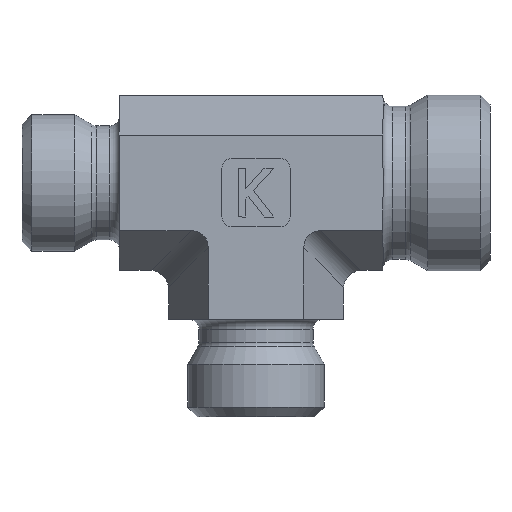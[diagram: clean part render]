
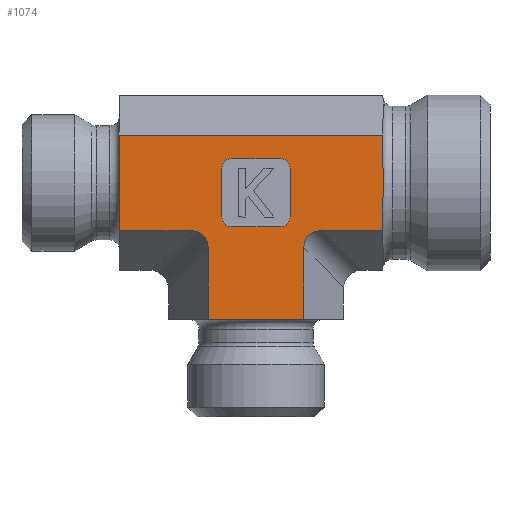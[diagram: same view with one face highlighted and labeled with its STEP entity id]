
A CAD part, left-side view. The second image highlights one B-rep face of the part: STEP entity #1074.
In plain terms, the highlighted planar face has unit normal (-1, 0, 0).
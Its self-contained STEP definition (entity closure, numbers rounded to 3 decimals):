
#301=CARTESIAN_POINT('',(-27.685,23.544,20.907));
#302=VERTEX_POINT('',#301);
#303=CARTESIAN_POINT('',(-27.685,23.544,11.093));
#304=VERTEX_POINT('',#303);
#305=CARTESIAN_POINT('',(-27.685,23.544,20.907));
#306=DIRECTION('',(0.0,0.0,-1.0));
#307=VECTOR('',#306,9.815);
#308=LINE('',#305,#307);
#309=EDGE_CURVE('',#302,#304,#308,.T.);
#552=CARTESIAN_POINT('',(-27.685,-3.456,20.907));
#553=VERTEX_POINT('',#552);
#554=CARTESIAN_POINT('',(-27.685,23.544,20.907));
#555=DIRECTION('',(0.0,-1.0,0.0));
#556=VECTOR('',#555,27.);
#557=LINE('',#554,#556);
#558=EDGE_CURVE('',#302,#553,#557,.T.);
#873=CARTESIAN_POINT('',(-27.685,4.636,2.0));
#874=VERTEX_POINT('',#873);
#881=CARTESIAN_POINT('',(-27.685,14.451,2.0));
#882=VERTEX_POINT('',#881);
#883=CARTESIAN_POINT('',(-27.685,14.451,2.0));
#884=DIRECTION('',(0.0,-1.0,0.0));
#885=VECTOR('',#884,9.815);
#886=LINE('',#883,#885);
#887=EDGE_CURVE('',#882,#874,#886,.T.);
#917=CARTESIAN_POINT('',(-27.685,4.636,0.0));
#918=DIRECTION('',(-1.0,0.0,0.0));
#919=DIRECTION('',(0.0,0.0,1.0));
#920=AXIS2_PLACEMENT_3D('',#917,#918,#919);
#921=PLANE('',#920);
#922=ORIENTED_EDGE('',*,*,#309,.T.);
#923=CARTESIAN_POINT('',(-27.685,16.183,11.093));
#924=VERTEX_POINT('',#923);
#925=CARTESIAN_POINT('',(-27.685,16.183,11.093));
#926=DIRECTION('',(0.0,1.0,0.0));
#927=VECTOR('',#926,7.36);
#928=LINE('',#925,#927);
#929=EDGE_CURVE('',#924,#304,#928,.T.);
#930=ORIENTED_EDGE('',*,*,#929,.F.);
#931=CARTESIAN_POINT('',(-27.685,14.451,9.36));
#932=VERTEX_POINT('',#931);
#933=CARTESIAN_POINT('',(-27.685,16.761,8.783));
#934=DIRECTION('',(-1.0,0.0,0.0));
#935=DIRECTION('',(0.0,-0.707,0.707));
#936=AXIS2_PLACEMENT_3D('',#933,#934,#935);
#937=ELLIPSE('',#936,2.582,2.0);
#938=EDGE_CURVE('',#932,#924,#937,.T.);
#939=ORIENTED_EDGE('',*,*,#938,.F.);
#940=CARTESIAN_POINT('',(-27.685,14.451,2.0));
#941=DIRECTION('',(0.0,0.0,1.0));
#942=VECTOR('',#941,7.36);
#943=LINE('',#940,#942);
#944=EDGE_CURVE('',#882,#932,#943,.T.);
#945=ORIENTED_EDGE('',*,*,#944,.F.);
#946=ORIENTED_EDGE('',*,*,#887,.T.);
#947=CARTESIAN_POINT('',(-27.685,4.636,9.36));
#948=VERTEX_POINT('',#947);
#949=CARTESIAN_POINT('',(-27.685,4.636,2.0));
#950=DIRECTION('',(0.0,0.0,1.0));
#951=VECTOR('',#950,7.36);
#952=LINE('',#949,#951);
#953=EDGE_CURVE('',#874,#948,#952,.T.);
#954=ORIENTED_EDGE('',*,*,#953,.T.);
#955=CARTESIAN_POINT('',(-27.685,2.904,11.093));
#956=VERTEX_POINT('',#955);
#957=CARTESIAN_POINT('',(-27.685,2.327,8.783));
#958=DIRECTION('',(-1.0,0.0,0.0));
#959=DIRECTION('',(0.0,0.707,0.707));
#960=AXIS2_PLACEMENT_3D('',#957,#958,#959);
#961=ELLIPSE('',#960,2.582,2.0);
#962=EDGE_CURVE('',#956,#948,#961,.T.);
#963=ORIENTED_EDGE('',*,*,#962,.F.);
#964=CARTESIAN_POINT('',(-27.685,-3.456,11.093));
#965=VERTEX_POINT('',#964);
#966=CARTESIAN_POINT('',(-27.685,2.904,11.093));
#967=DIRECTION('',(0.0,-1.0,0.0));
#968=VECTOR('',#967,6.36);
#969=LINE('',#966,#968);
#970=EDGE_CURVE('',#956,#965,#969,.T.);
#971=ORIENTED_EDGE('',*,*,#970,.T.);
#972=CARTESIAN_POINT('',(-27.685,-3.456,13.536));
#973=VERTEX_POINT('',#972);
#974=CARTESIAN_POINT('',(-27.685,-3.456,11.093));
#975=DIRECTION('',(0.0,0.0,1.0));
#976=VECTOR('',#975,2.443);
#977=LINE('',#974,#976);
#978=EDGE_CURVE('',#965,#973,#977,.T.);
#979=ORIENTED_EDGE('',*,*,#978,.T.);
#980=CARTESIAN_POINT('',(-27.685,-3.456,18.464));
#981=VERTEX_POINT('',#980);
#982=CARTESIAN_POINT('',(-27.685,-3.456,13.536));
#983=CARTESIAN_POINT('',(-27.685,-3.456,13.769));
#984=CARTESIAN_POINT('',(-27.685,-3.464,14.048));
#985=CARTESIAN_POINT('',(-27.685,-3.491,14.818));
#986=CARTESIAN_POINT('',(-27.685,-3.519,15.462));
#987=CARTESIAN_POINT('',(-27.685,-3.519,16.538));
#988=CARTESIAN_POINT('',(-27.685,-3.491,17.182));
#989=CARTESIAN_POINT('',(-27.685,-3.464,17.952));
#990=CARTESIAN_POINT('',(-27.685,-3.456,18.231));
#991=CARTESIAN_POINT('',(-27.685,-3.456,18.464));
#992=B_SPLINE_CURVE_WITH_KNOTS('',3,(#982,#983,#984,#985,#986,#987,#988,#989,#990,#991),.UNSPECIFIED.,.F.,.U.,(4,2,2,2,4),(0.782,0.852,1.013,1.174,1.244),.UNSPECIFIED.);
#993=EDGE_CURVE('',#973,#981,#992,.T.);
#994=ORIENTED_EDGE('',*,*,#993,.T.);
#995=CARTESIAN_POINT('',(-27.685,-3.456,18.464));
#996=DIRECTION('',(0.0,0.0,1.0));
#997=VECTOR('',#996,2.443);
#998=LINE('',#995,#997);
#999=EDGE_CURVE('',#981,#553,#998,.T.);
#1000=ORIENTED_EDGE('',*,*,#999,.T.);
#1001=ORIENTED_EDGE('',*,*,#558,.F.);
#1002=EDGE_LOOP('',(#922,#930,#939,#945,#946,#954,#963,#971,#979,#994,#1000,#1001));
#1003=FACE_OUTER_BOUND('',#1002,.T.);
#1004=CARTESIAN_POINT('',(-27.685,7.044,11.5));
#1005=VERTEX_POINT('',#1004);
#1006=CARTESIAN_POINT('',(-27.685,12.044,11.5));
#1007=VERTEX_POINT('',#1006);
#1008=CARTESIAN_POINT('',(-27.685,7.044,11.5));
#1009=DIRECTION('',(0.0,1.0,0.0));
#1010=VECTOR('',#1009,5.);
#1011=LINE('',#1008,#1010);
#1012=EDGE_CURVE('',#1005,#1007,#1011,.T.);
#1013=ORIENTED_EDGE('',*,*,#1012,.T.);
#1014=CARTESIAN_POINT('',(-27.685,13.044,12.5));
#1015=VERTEX_POINT('',#1014);
#1016=CARTESIAN_POINT('',(-27.685,12.044,12.5));
#1017=DIRECTION('',(-1.0,0.0,0.0));
#1018=DIRECTION('',(0.0,0.707,-0.707));
#1019=AXIS2_PLACEMENT_3D('',#1016,#1017,#1018);
#1020=CIRCLE('',#1019,1.0);
#1021=EDGE_CURVE('',#1015,#1007,#1020,.T.);
#1022=ORIENTED_EDGE('',*,*,#1021,.F.);
#1023=CARTESIAN_POINT('',(-27.685,13.044,17.5));
#1024=VERTEX_POINT('',#1023);
#1025=CARTESIAN_POINT('',(-27.685,13.044,12.5));
#1026=DIRECTION('',(0.0,0.0,1.0));
#1027=VECTOR('',#1026,5.);
#1028=LINE('',#1025,#1027);
#1029=EDGE_CURVE('',#1015,#1024,#1028,.T.);
#1030=ORIENTED_EDGE('',*,*,#1029,.T.);
#1031=CARTESIAN_POINT('',(-27.685,12.044,18.5));
#1032=VERTEX_POINT('',#1031);
#1033=CARTESIAN_POINT('',(-27.685,12.044,17.5));
#1034=DIRECTION('',(-1.0,0.0,0.0));
#1035=DIRECTION('',(0.0,0.707,0.707));
#1036=AXIS2_PLACEMENT_3D('',#1033,#1034,#1035);
#1037=CIRCLE('',#1036,1.0);
#1038=EDGE_CURVE('',#1032,#1024,#1037,.T.);
#1039=ORIENTED_EDGE('',*,*,#1038,.F.);
#1040=CARTESIAN_POINT('',(-27.685,7.044,18.5));
#1041=VERTEX_POINT('',#1040);
#1042=CARTESIAN_POINT('',(-27.685,12.044,18.5));
#1043=DIRECTION('',(0.0,-1.0,0.0));
#1044=VECTOR('',#1043,5.);
#1045=LINE('',#1042,#1044);
#1046=EDGE_CURVE('',#1032,#1041,#1045,.T.);
#1047=ORIENTED_EDGE('',*,*,#1046,.T.);
#1048=CARTESIAN_POINT('',(-27.685,6.044,17.5));
#1049=VERTEX_POINT('',#1048);
#1050=CARTESIAN_POINT('',(-27.685,7.044,17.5));
#1051=DIRECTION('',(-1.0,0.0,0.0));
#1052=DIRECTION('',(0.0,-0.707,0.707));
#1053=AXIS2_PLACEMENT_3D('',#1050,#1051,#1052);
#1054=CIRCLE('',#1053,1.0);
#1055=EDGE_CURVE('',#1049,#1041,#1054,.T.);
#1056=ORIENTED_EDGE('',*,*,#1055,.F.);
#1057=CARTESIAN_POINT('',(-27.685,6.044,12.5));
#1058=VERTEX_POINT('',#1057);
#1059=CARTESIAN_POINT('',(-27.685,6.044,17.5));
#1060=DIRECTION('',(0.0,0.0,-1.0));
#1061=VECTOR('',#1060,5.);
#1062=LINE('',#1059,#1061);
#1063=EDGE_CURVE('',#1049,#1058,#1062,.T.);
#1064=ORIENTED_EDGE('',*,*,#1063,.T.);
#1065=CARTESIAN_POINT('',(-27.685,7.044,12.5));
#1066=DIRECTION('',(-1.0,0.0,0.0));
#1067=DIRECTION('',(0.0,-0.707,-0.707));
#1068=AXIS2_PLACEMENT_3D('',#1065,#1066,#1067);
#1069=CIRCLE('',#1068,1.0);
#1070=EDGE_CURVE('',#1005,#1058,#1069,.T.);
#1071=ORIENTED_EDGE('',*,*,#1070,.F.);
#1072=EDGE_LOOP('',(#1013,#1022,#1030,#1039,#1047,#1056,#1064,#1071));
#1073=FACE_BOUND('',#1072,.T.);
#1074=ADVANCED_FACE('',(#1003,#1073),#921,.T.);
